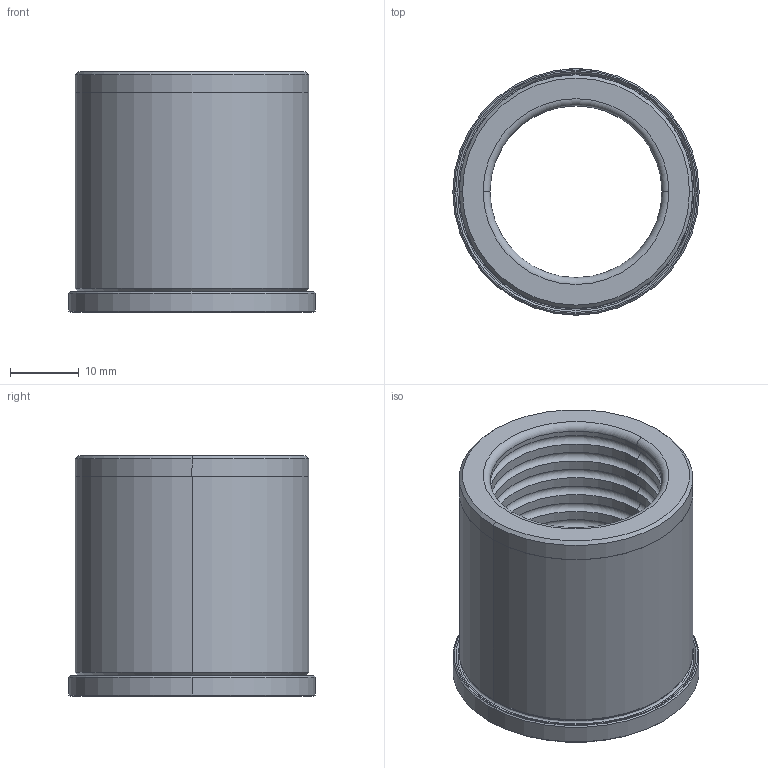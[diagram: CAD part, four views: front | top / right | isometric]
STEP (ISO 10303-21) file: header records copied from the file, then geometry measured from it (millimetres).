
FILE_DESCRIPTION (( 'STEP AP214' ), '1' );
FILE_NAME ('SGHZ-D34-d25-35.step', '2021-07-31T06:14:35', ( 'User' ), ( 'china' ), 'SwSTEP 2.0', 'SolidWorks 2016', '' );
FILE_SCHEMA (( 'AUTOMOTIVE_DESIGN' ));
Length unit declared in the file: millimetre
Products named in the file (1): SGHZ-D34-d25-35
Bounding box: 35.8 x 35.8 x 35 mm (x, y, z)
Volume: 14073.3 mm3; surface area: 8219.8 mm2
Topology: 1 solids, 1 shells, 95 faces, 204 edges, 116 vertices
Faces by surface type: cylinder 44, torus 28, plane 13, cone 10
Entity records: 2744 total; most frequent: CARTESIAN_POINT 624, DIRECTION 484, ORIENTED_EDGE 408, AXIS2_PLACEMENT_3D 208, EDGE_CURVE 204, VERTEX_POINT 116, CIRCLE 112, EDGE_LOOP 102
